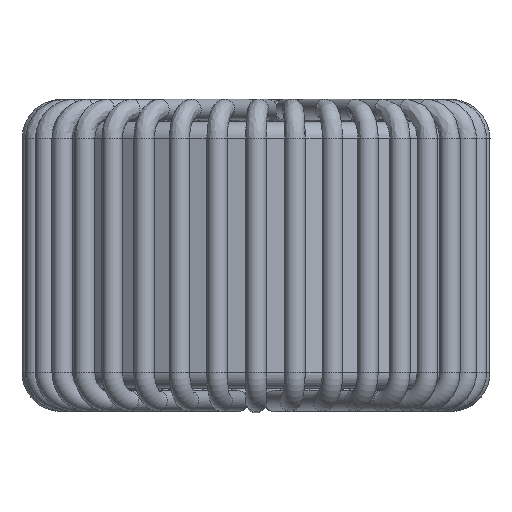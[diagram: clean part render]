
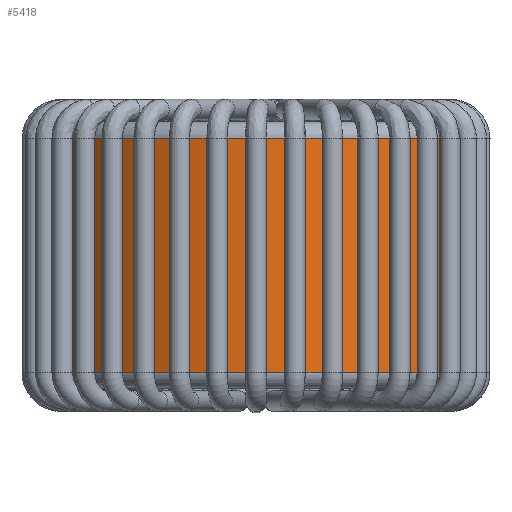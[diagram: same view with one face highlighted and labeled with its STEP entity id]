
A CAD part, top view. The second image highlights one B-rep face of the part: STEP entity #5418.
In plain terms, the highlighted cylindrical face has radius 5.15 mm (diameter 10.3 mm), a full revolution.
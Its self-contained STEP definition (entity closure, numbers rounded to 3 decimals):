
#679=CYLINDRICAL_SURFACE('',#5850,5.15);
#863=ORIENTED_EDGE('',*,*,#2471,.T.);
#864=ORIENTED_EDGE('',*,*,#2472,.T.);
#2471=EDGE_CURVE('',#3275,#3275,#3789,.F.);
#2472=EDGE_CURVE('',#3276,#3276,#3790,.F.);
#3275=VERTEX_POINT('',#8372);
#3276=VERTEX_POINT('',#8374);
#3789=CIRCLE('',#5851,5.15);
#3790=CIRCLE('',#5852,5.15);
#4229=EDGE_LOOP('',(#863));
#4230=EDGE_LOOP('',(#864));
#4821=FACE_BOUND('',#4229,.T.);
#4822=FACE_BOUND('',#4230,.T.);
#5418=ADVANCED_FACE('',(#4821,#4822),#679,.T.);
#5850=AXIS2_PLACEMENT_3D('',#8370,#6669,#6670);
#5851=AXIS2_PLACEMENT_3D('',#8371,#6671,#6672);
#5852=AXIS2_PLACEMENT_3D('',#8373,#6673,#6674);
#6669=DIRECTION('',(0.,1.,0.));
#6670=DIRECTION('',(0.,0.,1.));
#6671=DIRECTION('',(0.,1.,0.));
#6672=DIRECTION('',(0.,0.,1.));
#6673=DIRECTION('',(0.,-1.,0.));
#6674=DIRECTION('',(0.,0.,-1.));
#8370=CARTESIAN_POINT('',(0.,0.,0.));
#8371=CARTESIAN_POINT('',(0.,6.1,0.));
#8372=CARTESIAN_POINT('',(0.,6.1,5.15));
#8373=CARTESIAN_POINT('',(0.,0.4,0.));
#8374=CARTESIAN_POINT('',(0.,0.4,-5.15));
